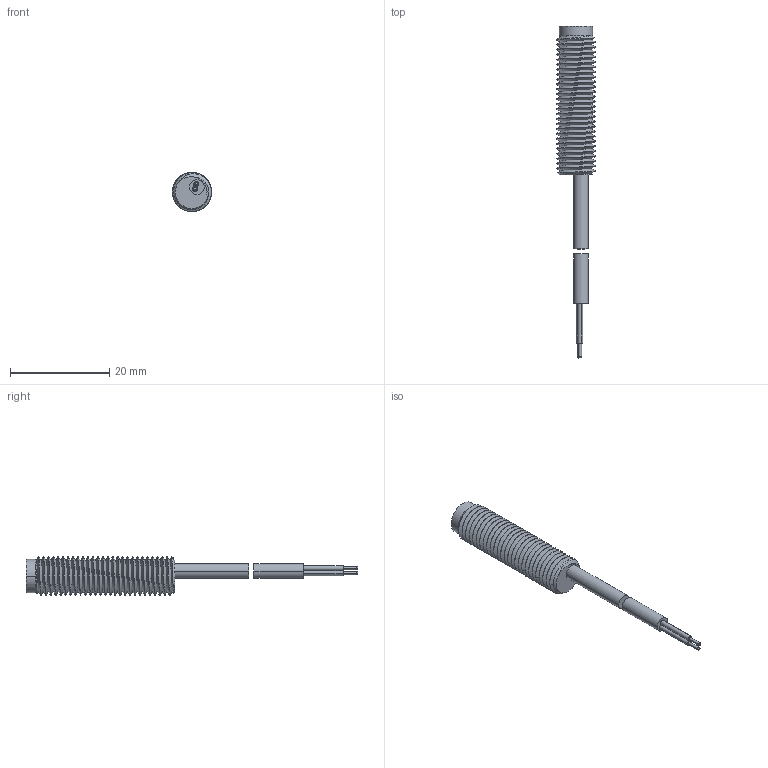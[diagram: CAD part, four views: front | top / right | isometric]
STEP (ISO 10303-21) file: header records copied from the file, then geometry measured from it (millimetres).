
FILE_DESCRIPTION((''),'2;1');
FILE_NAME('ECS1-0802X-X2SX','2017-01-06T',('Administrator'),(''),'PRO/ENGINEER BY PARAMETRIC TECHNOLOGY CORPORATION, 2007170','PRO/ENGINEER BY PARAMETRIC TECHNOLOGY CORPORATION, 2007170','');
FILE_SCHEMA(('CONFIG_CONTROL_DESIGN'));
Length unit declared in the file: millimetre
Products named in the file (1): ECS1-0802X-X2SX
Bounding box: 7.9 x 67 x 7.9 mm (x, y, z)
Volume: 1353.4 mm3; surface area: 1715.9 mm2
Topology: 2 solids, 2 shells, 97 faces, 257 edges, 165 vertices
Faces by surface type: cylinder 67, bspline 16, plane 8, sphere 4, cone 2
Entity records: 7918 total; most frequent: CARTESIAN_POINT 5781, ORIENTED_EDGE 506, DIRECTION 316, EDGE_CURVE 253, VERTEX_POINT 165, B_SPLINE_CURVE_WITH_KNOTS 136, AXIS2_PLACEMENT_3D 118, EDGE_LOOP 102
